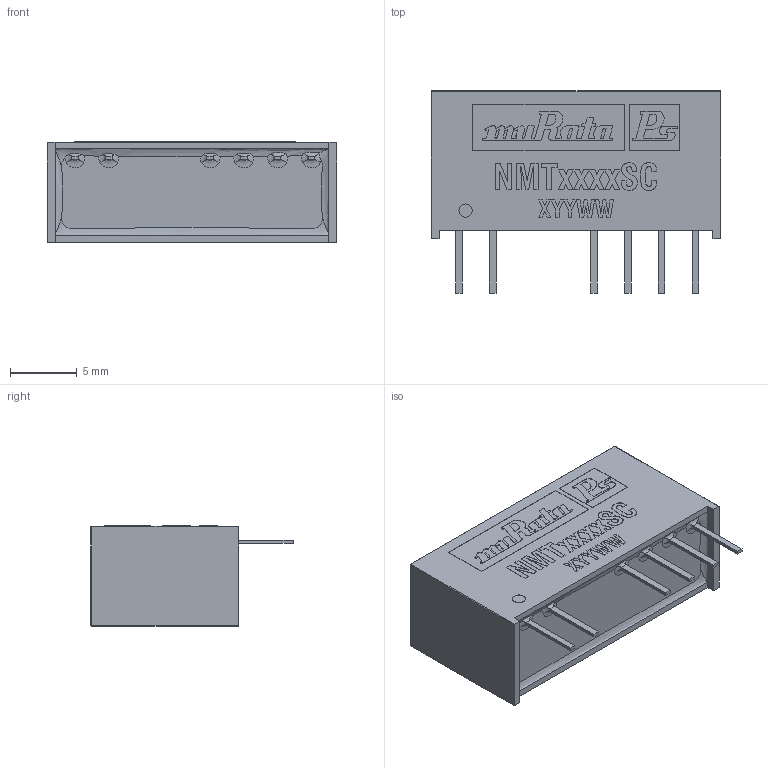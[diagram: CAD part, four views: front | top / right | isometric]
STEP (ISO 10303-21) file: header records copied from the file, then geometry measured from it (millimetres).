
FILE_DESCRIPTION (( 'STEP AP214' ), '1' );
FILE_NAME ('mps_dcdc_nmt_sc_a.STEP', '2014-10-03T18:00:14', ( '' ), ( '' ), 'SwSTEP 2.0', 'SolidWorks 2014', '' );
FILE_SCHEMA (( 'AUTOMOTIVE_DESIGN' ));
Length unit declared in the file: millimetre
Products named in the file (1): mps_dcdc_nmt_sc_a
Bounding box: 21.8 x 15.2 x 7.52 mm (x, y, z)
Volume: 870.8 mm3; surface area: 1993.2 mm2
Topology: 31 solids, 31 shells, 550 faces, 1440 edges, 953 vertices
Faces by surface type: plane 369, cylinder 119, bspline 58, sphere 4
Full cylindrical faces by diameter (mm): 1 x1
Entity records: 25425 total; most frequent: CARTESIAN_POINT 5777, ORIENTED_EDGE 2870, DIRECTION 2494, EDGE_CURVE 1435, VECTOR 1032, LINE 1032, VERTEX_POINT 953, AXIS2_PLACEMENT_3D 731
